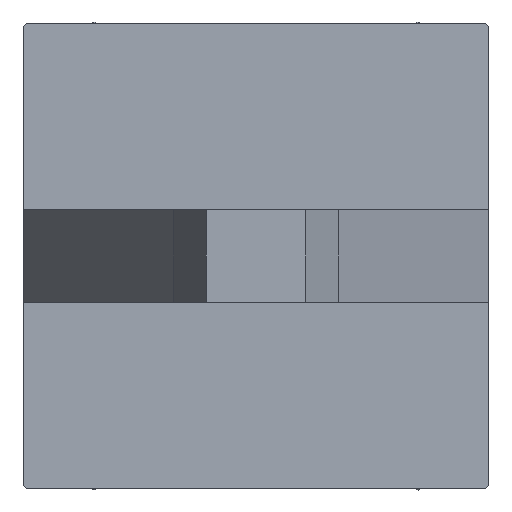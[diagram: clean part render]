
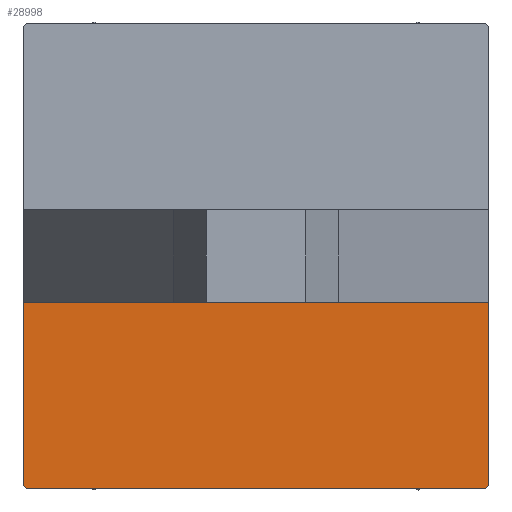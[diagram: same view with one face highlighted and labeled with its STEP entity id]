
A CAD part, left-side view. The second image highlights one B-rep face of the part: STEP entity #28998.
In plain terms, the highlighted planar face has unit normal (-1, 0, 0).
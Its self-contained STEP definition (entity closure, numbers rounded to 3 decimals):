
#452 = VECTOR ( 'NONE', #34243, 1000. ) ;
#934 = DIRECTION ( 'NONE',  ( 0., -1., 0. ) ) ;
#3440 = EDGE_CURVE ( 'NONE', #42099, #7715, #20185, .T. ) ;
#5255 = VERTEX_POINT ( 'NONE', #31052 ) ;
#5396 = VERTEX_POINT ( 'NONE', #25693 ) ;
#7483 = LINE ( 'NONE', #10953, #29326 ) ;
#7715 = VERTEX_POINT ( 'NONE', #22539 ) ;
#8185 = CARTESIAN_POINT ( 'NONE',  ( 0., -7.5, 37.5 ) ) ;
#8501 = EDGE_LOOP ( 'NONE', ( #36716, #44828, #41280, #28091, #23682, #10766 ) ) ;
#9173 = DIRECTION ( 'NONE',  ( 0., 0., 1. ) ) ;
#10229 = EDGE_CURVE ( 'NONE', #7715, #35280, #33461, .T. ) ;
#10766 = ORIENTED_EDGE ( 'NONE', *, *, #35108, .T. ) ;
#10953 = CARTESIAN_POINT ( 'NONE',  ( 0., -37.5, 37.5 ) ) ;
#11982 = FACE_OUTER_BOUND ( 'NONE', #8501, .T. ) ;
#12193 = VECTOR ( 'NONE', #13193, 1000. ) ;
#12443 = PLANE ( 'NONE',  #15241 ) ;
#12519 = DIRECTION ( 'NONE',  ( 0., -1., 0. ) ) ;
#13193 = DIRECTION ( 'NONE',  ( 0., 0., -1. ) ) ;
#13842 = VECTOR ( 'NONE', #35734, 1000. ) ;
#15241 = AXIS2_PLACEMENT_3D ( 'NONE', #26659, #37335, #9173 ) ;
#18195 = DIRECTION ( 'NONE',  ( 0., 0., -1. ) ) ;
#20077 = LINE ( 'NONE', #37739, #452 ) ;
#20185 = LINE ( 'NONE', #28304, #12193 ) ;
#21093 = LINE ( 'NONE', #21563, #13842 ) ;
#21563 = CARTESIAN_POINT ( 'NONE',  ( 0., -37.25, 37.25 ) ) ;
#22539 = CARTESIAN_POINT ( 'NONE',  ( 0., -7.5, -37.5 ) ) ;
#23682 = ORIENTED_EDGE ( 'NONE', *, *, #27271, .F. ) ;
#25628 = LINE ( 'NONE', #26303, #27873 ) ;
#25693 = CARTESIAN_POINT ( 'NONE',  ( 0., -37.5, -37. ) ) ;
#26303 = CARTESIAN_POINT ( 'NONE',  ( 0., 37.5, 37.5 ) ) ;
#26531 = VERTEX_POINT ( 'NONE', #42161 ) ;
#26659 = CARTESIAN_POINT ( 'NONE',  ( 0., 0., 0. ) ) ;
#27271 = EDGE_CURVE ( 'NONE', #26531, #5396, #7483, .T. ) ;
#27873 = VECTOR ( 'NONE', #934, 1000. ) ;
#28091 = ORIENTED_EDGE ( 'NONE', *, *, #35578, .T. ) ;
#28235 = EDGE_CURVE ( 'NONE', #42099, #5255, #25628, .T. ) ;
#28304 = CARTESIAN_POINT ( 'NONE',  ( 0., -7.5, 37.5 ) ) ;
#28998 = ADVANCED_FACE ( 'NONE', ( #11982 ), #12443, .T. ) ;
#29326 = VECTOR ( 'NONE', #18195, 1000. ) ;
#30121 = CARTESIAN_POINT ( 'NONE',  ( 0., -37., -37.5 ) ) ;
#31052 = CARTESIAN_POINT ( 'NONE',  ( 0., -37., 37.5 ) ) ;
#33461 = LINE ( 'NONE', #45100, #41442 ) ;
#34243 = DIRECTION ( 'NONE',  ( 0., -0.707, 0.707 ) ) ;
#35108 = EDGE_CURVE ( 'NONE', #26531, #5255, #21093, .T. ) ;
#35280 = VERTEX_POINT ( 'NONE', #30121 ) ;
#35578 = EDGE_CURVE ( 'NONE', #35280, #5396, #20077, .T. ) ;
#35734 = DIRECTION ( 'NONE',  ( 0., 0.707, 0.707 ) ) ;
#36716 = ORIENTED_EDGE ( 'NONE', *, *, #28235, .F. ) ;
#37335 = DIRECTION ( 'NONE',  ( -1., 0., 0. ) ) ;
#37739 = CARTESIAN_POINT ( 'NONE',  ( 0., -37.25, -37.25 ) ) ;
#41280 = ORIENTED_EDGE ( 'NONE', *, *, #10229, .T. ) ;
#41442 = VECTOR ( 'NONE', #12519, 1000. ) ;
#42099 = VERTEX_POINT ( 'NONE', #8185 ) ;
#42161 = CARTESIAN_POINT ( 'NONE',  ( 0., -37.5, 37. ) ) ;
#44828 = ORIENTED_EDGE ( 'NONE', *, *, #3440, .T. ) ;
#45100 = CARTESIAN_POINT ( 'NONE',  ( 0., 37.5, -37.5 ) ) ;
